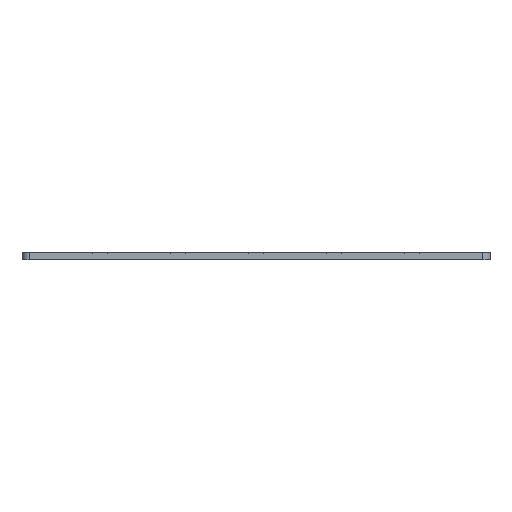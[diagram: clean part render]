
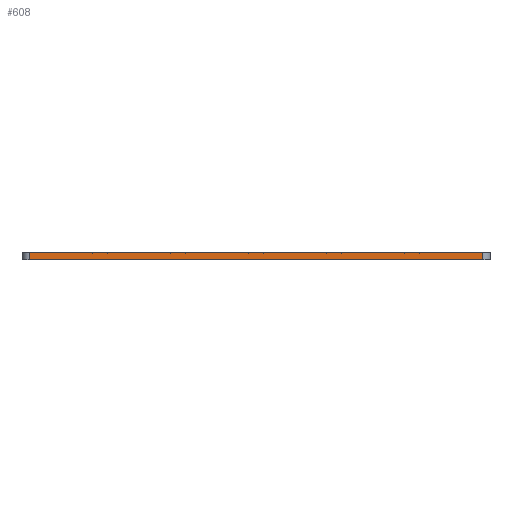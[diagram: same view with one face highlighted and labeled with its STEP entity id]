
A CAD part, front view. The second image highlights one B-rep face of the part: STEP entity #608.
In plain terms, the highlighted planar face has unit normal (0, -1, 0).
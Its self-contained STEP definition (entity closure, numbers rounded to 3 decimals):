
#608=ADVANCED_FACE('',(#1374),#11218,.T.);
#1374=FACE_OUTER_BOUND('',#2098,.T.);
#2098=EDGE_LOOP('',(#4944,#4945,#4946,#4947));
#4944=ORIENTED_EDGE('',*,*,#7143,.F.);
#4945=ORIENTED_EDGE('',*,*,#7144,.F.);
#4946=ORIENTED_EDGE('',*,*,#7145,.F.);
#4947=ORIENTED_EDGE('',*,*,#5638,.F.);
#5638=EDGE_CURVE('',#9560,#9561,#8366,.T.);
#7143=EDGE_CURVE('',#10494,#9560,#9427,.T.);
#7144=EDGE_CURVE('',#10495,#10494,#9428,.T.);
#7145=EDGE_CURVE('',#9561,#10495,#9429,.T.);
#8366=B_SPLINE_CURVE_WITH_KNOTS('',1,(#18486,#18487),.UNSPECIFIED.,.F.,
 .F.,(2,2),(0.,244.),.UNSPECIFIED.);
#9427=B_SPLINE_CURVE_WITH_KNOTS('',1,(#21940,#21941),.UNSPECIFIED.,.F.,
 .F.,(2,2),(-4.15,0.),.UNSPECIFIED.);
#9428=B_SPLINE_CURVE_WITH_KNOTS('',1,(#21942,#21943),.UNSPECIFIED.,.F.,
 .F.,(2,2),(-244.,0.),.UNSPECIFIED.);
#9429=B_SPLINE_CURVE_WITH_KNOTS('',1,(#21944,#21945),.UNSPECIFIED.,.F.,
 .F.,(2,2),(-4.15,0.),.UNSPECIFIED.);
#9560=VERTEX_POINT('',#17462);
#9561=VERTEX_POINT('',#17463);
#10494=VERTEX_POINT('',#18396);
#10495=VERTEX_POINT('',#18397);
#11218=PLANE('',#11796);
#11796=AXIS2_PLACEMENT_3D('',#17030,#12825,$);
#12825=DIRECTION('',(0.,-1.,0.));
#17030=CARTESIAN_POINT('',(251.4,-21.,-0.415));
#17462=CARTESIAN_POINT('',(227.,-21.,0.));
#17463=CARTESIAN_POINT('',(-17.,-21.,0.));
#18396=CARTESIAN_POINT('',(227.,-21.,4.15));
#18397=CARTESIAN_POINT('',(-17.,-21.,4.15));
#18486=CARTESIAN_POINT('',(227.,-21.,0.));
#18487=CARTESIAN_POINT('',(-17.,-21.,0.));
#21940=CARTESIAN_POINT('',(227.,-21.,4.15));
#21941=CARTESIAN_POINT('',(227.,-21.,0.));
#21942=CARTESIAN_POINT('',(-17.,-21.,4.15));
#21943=CARTESIAN_POINT('',(227.,-21.,4.15));
#21944=CARTESIAN_POINT('',(-17.,-21.,0.));
#21945=CARTESIAN_POINT('',(-17.,-21.,4.15));
